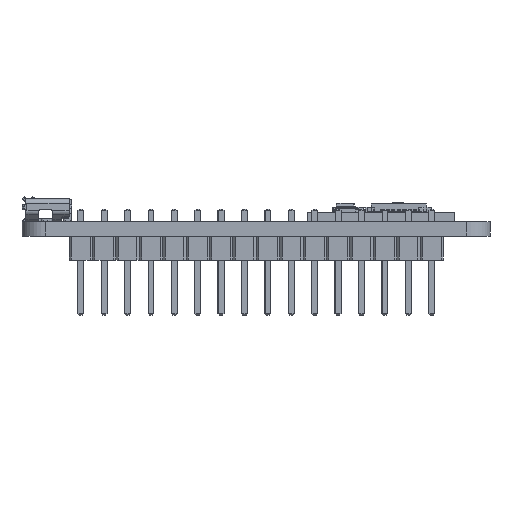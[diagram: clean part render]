
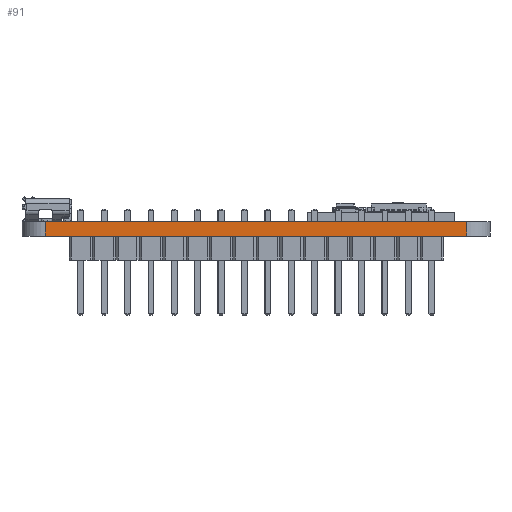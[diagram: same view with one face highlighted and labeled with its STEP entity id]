
A CAD part, front view. The second image highlights one B-rep face of the part: STEP entity #91.
In plain terms, the highlighted planar face has unit normal (0, -1, 0).
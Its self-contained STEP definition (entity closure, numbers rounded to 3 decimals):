
#64 = VERTEX_POINT('',#65);
#65 = CARTESIAN_POINT('',(2.54,0.,1.59));
#72 = EDGE_CURVE('',#73,#64,#75,.T.);
#73 = VERTEX_POINT('',#74);
#74 = CARTESIAN_POINT('',(2.54,0.,0.));
#75 = LINE('',#76,#77);
#76 = CARTESIAN_POINT('',(2.54,0.,0.));
#77 = VECTOR('',#78,1.);
#78 = DIRECTION('',(0.,0.,1.));
#91 = ADVANCED_FACE('',(#92),#117,.F.);
#92 = FACE_BOUND('',#93,.F.);
#93 = EDGE_LOOP('',(#94,#95,#103,#111));
#94 = ORIENTED_EDGE('',*,*,#72,.T.);
#95 = ORIENTED_EDGE('',*,*,#96,.T.);
#96 = EDGE_CURVE('',#64,#97,#99,.T.);
#97 = VERTEX_POINT('',#98);
#98 = CARTESIAN_POINT('',(48.26,0.,1.59
    ));
#99 = LINE('',#100,#101);
#100 = CARTESIAN_POINT('',(2.54,0.,1.59));
#101 = VECTOR('',#102,1.);
#102 = DIRECTION('',(1.,0.,0.));
#103 = ORIENTED_EDGE('',*,*,#104,.F.);
#104 = EDGE_CURVE('',#105,#97,#107,.T.);
#105 = VERTEX_POINT('',#106);
#106 = CARTESIAN_POINT('',(48.26,0.,0.)
  );
#107 = LINE('',#108,#109);
#108 = CARTESIAN_POINT('',(48.26,0.,0.)
  );
#109 = VECTOR('',#110,1.);
#110 = DIRECTION('',(0.,0.,1.));
#111 = ORIENTED_EDGE('',*,*,#112,.F.);
#112 = EDGE_CURVE('',#73,#105,#113,.T.);
#113 = LINE('',#114,#115);
#114 = CARTESIAN_POINT('',(2.54,0.,0.));
#115 = VECTOR('',#116,1.);
#116 = DIRECTION('',(1.,0.,0.));
#117 = PLANE('',#118);
#118 = AXIS2_PLACEMENT_3D('',#119,#120,#121);
#119 = CARTESIAN_POINT('',(2.54,0.,0.));
#120 = DIRECTION('',(0.,1.,0.));
#121 = DIRECTION('',(1.,0.,0.));
